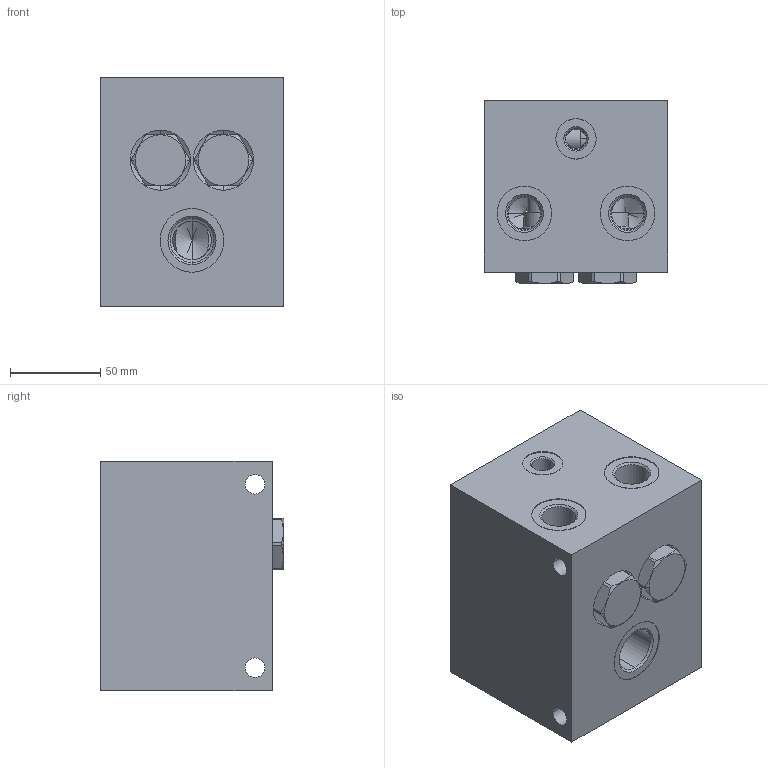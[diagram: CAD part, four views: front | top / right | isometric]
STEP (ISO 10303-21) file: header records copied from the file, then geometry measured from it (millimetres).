
FILE_DESCRIPTION((''),'2;1');
FILE_NAME('3BV_ASM','2022-10-17T',('ProEService'),(''),'PRO/ENGINEER BY PARAMETRIC TECHNOLOGY CORPORATION, 2014200','PRO/ENGINEER BY PARAMETRIC TECHNOLOGY CORPORATION, 2014200','');
FILE_SCHEMA(('CONFIG_CONTROL_DESIGN'));
Length unit declared in the file: inch
Products named in the file (4): 153-440-007; CSADXXN; CXFAXCN; 3BV_ASM
Assembly tree (4 placements, depth 2):
  3BV_ASM
    153-440-007
    CSADXXN
    CXFAXCN  x2
Bounding box: 101.6 x 101.6 x 127 mm (x, y, z)
Volume: 1037560 mm3; surface area: 139184.1 mm2
Topology: 11 solids, 11 shells, 535 faces, 1599 edges, 1269 vertices
Faces by surface type: cylinder 225, cone 137, plane 83, torus 60, revolution 28, sphere 2
Entity records: 17965 total; most frequent: CARTESIAN_POINT 5819, DIRECTION 2653, ORIENTED_EDGE 1982, EDGE_CURVE 991, AXIS2_PLACEMENT_3D 957, VECTOR 719, LINE 719, VERTEX_POINT 593
